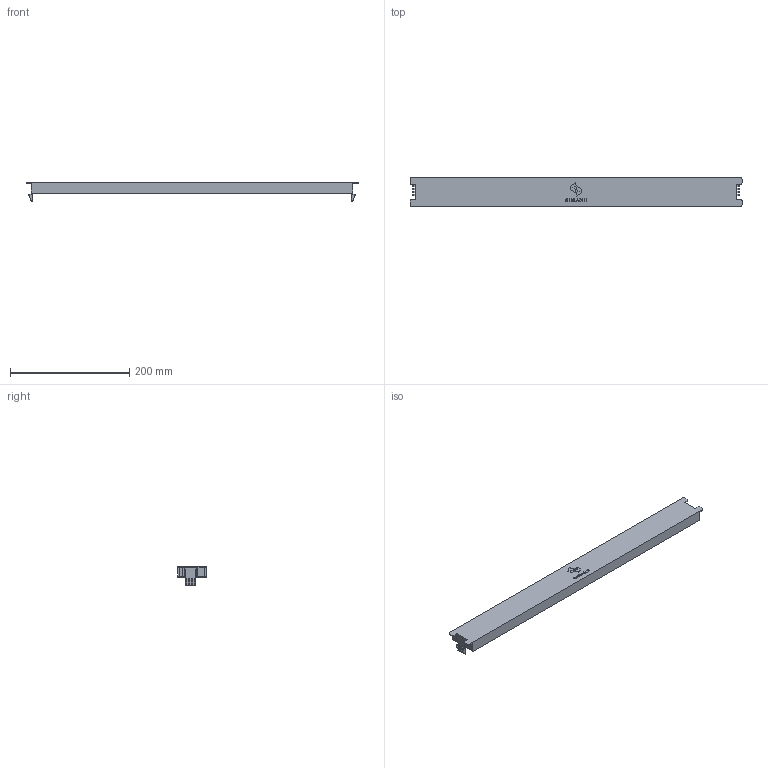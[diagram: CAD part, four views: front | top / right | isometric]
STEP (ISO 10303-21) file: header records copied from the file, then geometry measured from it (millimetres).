
FILE_DESCRIPTION (( 'STEP AP214' ), '1' );
FILE_NAME ('ORV2 Blank panel 1OU full width.STEP', '2022-03-03T13:02:24', ( '' ), ( '' ), 'SwSTEP 2.0', 'SolidWorks 2016', '' );
FILE_SCHEMA (( 'AUTOMOTIVE_DESIGN' ));
Length unit declared in the file: millimetre
Products named in the file (1): ORV2 Blank panel 1OU full width
Bounding box: 556.5 x 47.2 x 33.45 mm (x, y, z)
Volume: 138570.5 mm3; surface area: 139087 mm2
Topology: 1 solids, 1 shells, 298 faces, 792 edges, 528 vertices
Faces by surface type: plane 242, cylinder 32, bspline 24
Entity records: 9298 total; most frequent: CARTESIAN_POINT 1931, ORIENTED_EDGE 1584, DIRECTION 1358, EDGE_CURVE 792, LINE 680, VECTOR 680, VERTEX_POINT 528, AXIS2_PLACEMENT_3D 339
